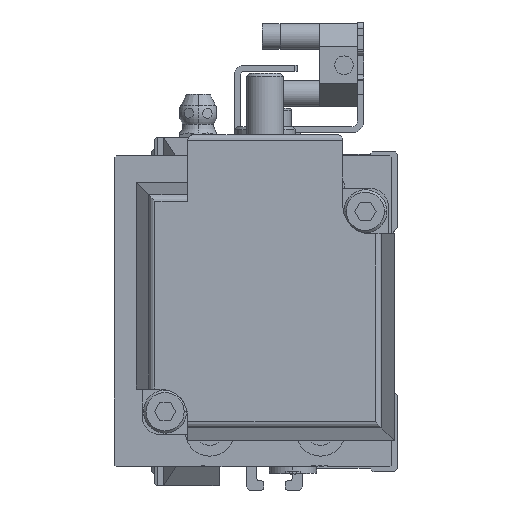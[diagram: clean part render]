
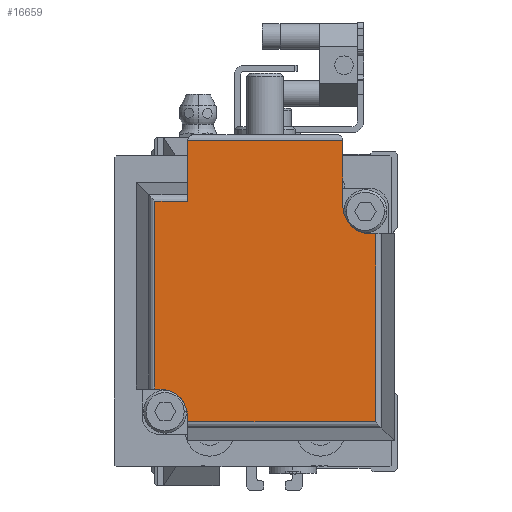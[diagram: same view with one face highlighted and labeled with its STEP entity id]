
A CAD part, left-side view. The second image highlights one B-rep face of the part: STEP entity #16659.
In plain terms, the highlighted face is planar.
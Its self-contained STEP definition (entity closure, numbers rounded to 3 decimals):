
#25 = CARTESIAN_POINT ( 'NONE',  ( 17.1, 82.4, 12.6 ) ) ;
#158 = VECTOR ( 'NONE', #19251, 1000. ) ;
#1076 = DIRECTION ( 'NONE',  ( 0., -1., 0. ) ) ;
#1313 = DIRECTION ( 'NONE',  ( 0., 0., -1. ) ) ;
#1821 = CARTESIAN_POINT ( 'NONE',  ( -12.6, 82.4, -17.1 ) ) ;
#2399 = VERTEX_POINT ( 'NONE', #2883 ) ;
#2883 = CARTESIAN_POINT ( 'NONE',  ( -17.929, 82.4, -12.6 ) ) ;
#3958 = VERTEX_POINT ( 'NONE', #12432 ) ;
#5748 = ORIENTED_EDGE ( 'NONE', *, *, #38567, .T. ) ;
#5755 = EDGE_CURVE ( 'NONE', #41392, #36655, #37060, .T. ) ;
#7369 = EDGE_CURVE ( 'NONE', #3958, #2399, #39988, .T. ) ;
#8358 = EDGE_CURVE ( 'NONE', #13473, #45552, #44750, .T. ) ;
#8666 = VECTOR ( 'NONE', #37245, 1000. ) ;
#8792 = LINE ( 'NONE', #18849, #8666 ) ;
#8943 = ORIENTED_EDGE ( 'NONE', *, *, #36712, .F. ) ;
#11377 = VERTEX_POINT ( 'NONE', #30804 ) ;
#11580 = FACE_OUTER_BOUND ( 'NONE', #32041, .T. ) ;
#12243 = LINE ( 'NONE', #12477, #158 ) ;
#12381 = ORIENTED_EDGE ( 'NONE', *, *, #5755, .T. ) ;
#12432 = CARTESIAN_POINT ( 'NONE',  ( -17.929, 82.4, 17.929 ) ) ;
#12477 = CARTESIAN_POINT ( 'NONE',  ( 17.929, 82.4, 12.6 ) ) ;
#12773 = ORIENTED_EDGE ( 'NONE', *, *, #27789, .F. ) ;
#13451 = VECTOR ( 'NONE', #42973, 1000. ) ;
#13466 = LINE ( 'NONE', #30515, #44865 ) ;
#13473 = VERTEX_POINT ( 'NONE', #35479 ) ;
#13987 = ORIENTED_EDGE ( 'NONE', *, *, #35878, .T. ) ;
#15004 = CARTESIAN_POINT ( 'NONE',  ( 25., 82.4, -17.929 ) ) ;
#15168 = VERTEX_POINT ( 'NONE', #1821 ) ;
#15217 = VERTEX_POINT ( 'NONE', #33562 ) ;
#15284 = DIRECTION ( 'NONE',  ( 0., 0., -1. ) ) ;
#15631 = ORIENTED_EDGE ( 'NONE', *, *, #42228, .T. ) ;
#15828 = EDGE_CURVE ( 'NONE', #11377, #18587, #35788, .T. ) ;
#16468 = AXIS2_PLACEMENT_3D ( 'NONE', #32889, #32201, #36388 ) ;
#16659 = ADVANCED_FACE ( 'NONE', ( #11580 ), #36533, .F. ) ;
#17348 = AXIS2_PLACEMENT_3D ( 'NONE', #33036, #1076, #1313 ) ;
#17377 = DIRECTION ( 'NONE',  ( 0., 0., -1. ) ) ;
#17503 = LINE ( 'NONE', #42668, #26012 ) ;
#18587 = VERTEX_POINT ( 'NONE', #31435 ) ;
#18849 = CARTESIAN_POINT ( 'NONE',  ( 25., 82.4, 17.929 ) ) ;
#19251 = DIRECTION ( 'NONE',  ( 1., 0., 0. ) ) ;
#19345 = CARTESIAN_POINT ( 'NONE',  ( 17.929, 82.4, 25. ) ) ;
#19813 = CARTESIAN_POINT ( 'NONE',  ( 27.7, 82.4, 12.6 ) ) ;
#20012 = DIRECTION ( 'NONE',  ( -1., 0., 0. ) ) ;
#20777 = DIRECTION ( 'NONE',  ( -1., 0., 0. ) ) ;
#20861 = ORIENTED_EDGE ( 'NONE', *, *, #15828, .T. ) ;
#20864 = CARTESIAN_POINT ( 'NONE',  ( 12.6, 82.4, 25. ) ) ;
#21918 = VERTEX_POINT ( 'NONE', #25 ) ;
#23009 = ORIENTED_EDGE ( 'NONE', *, *, #7369, .F. ) ;
#24902 = CARTESIAN_POINT ( 'NONE',  ( -17.1, 82.4, -12.6 ) ) ;
#26012 = VECTOR ( 'NONE', #20777, 1000. ) ;
#27634 = VERTEX_POINT ( 'NONE', #24902 ) ;
#27789 = EDGE_CURVE ( 'NONE', #11377, #3958, #8792, .T. ) ;
#28242 = VECTOR ( 'NONE', #28827, 1000. ) ;
#28466 = ORIENTED_EDGE ( 'NONE', *, *, #42316, .F. ) ;
#28587 = CARTESIAN_POINT ( 'NONE',  ( -17.929, 82.4, 25. ) ) ;
#28588 = DIRECTION ( 'NONE',  ( 0., 1., 0. ) ) ;
#28827 = DIRECTION ( 'NONE',  ( 0., 0., 1. ) ) ;
#30515 = CARTESIAN_POINT ( 'NONE',  ( 27.7, 82.4, -12.6 ) ) ;
#30804 = CARTESIAN_POINT ( 'NONE',  ( 12.6, 82.4, 17.929 ) ) ;
#30931 = ORIENTED_EDGE ( 'NONE', *, *, #43899, .T. ) ;
#31435 = CARTESIAN_POINT ( 'NONE',  ( 12.6, 82.4, 17.1 ) ) ;
#31444 = LINE ( 'NONE', #34731, #28242 ) ;
#31812 = ORIENTED_EDGE ( 'NONE', *, *, #45078, .T. ) ;
#32025 = VECTOR ( 'NONE', #34050, 1000. ) ;
#32041 = EDGE_LOOP ( 'NONE', ( #8943, #31812, #46128, #5748, #12381, #30931, #13987, #28466, #15631, #23009, #12773, #20861 ) ) ;
#32079 = DIRECTION ( 'NONE',  ( 0., 0., -1. ) ) ;
#32201 = DIRECTION ( 'NONE',  ( 0., 1., 0. ) ) ;
#32733 = AXIS2_PLACEMENT_3D ( 'NONE', #39517, #28588, #32079 ) ;
#32889 = CARTESIAN_POINT ( 'NONE',  ( 17.1, 82.4, 17.1 ) ) ;
#33036 = CARTESIAN_POINT ( 'NONE',  ( 17.929, 82.4, 25. ) ) ;
#33562 = CARTESIAN_POINT ( 'NONE',  ( -12.6, 82.4, -17.929 ) ) ;
#33712 = VECTOR ( 'NONE', #41232, 1000. ) ;
#34050 = DIRECTION ( 'NONE',  ( 0., 0., -1. ) ) ;
#34731 = CARTESIAN_POINT ( 'NONE',  ( -12.6, 82.4, 25. ) ) ;
#35479 = CARTESIAN_POINT ( 'NONE',  ( 27.7, 82.4, 12.6 ) ) ;
#35788 = LINE ( 'NONE', #20864, #38142 ) ;
#35878 = EDGE_CURVE ( 'NONE', #15217, #15168, #31444, .T. ) ;
#36388 = DIRECTION ( 'NONE',  ( 0., 0., -1. ) ) ;
#36533 = PLANE ( 'NONE',  #17348 ) ;
#36655 = VERTEX_POINT ( 'NONE', #42441 ) ;
#36712 = EDGE_CURVE ( 'NONE', #21918, #18587, #40285, .T. ) ;
#37060 = LINE ( 'NONE', #19345, #33712 ) ;
#37245 = DIRECTION ( 'NONE',  ( -1., 0., 0. ) ) ;
#38142 = VECTOR ( 'NONE', #17377, 1000. ) ;
#38421 = CARTESIAN_POINT ( 'NONE',  ( 17.929, 82.4, -12.6 ) ) ;
#38567 = EDGE_CURVE ( 'NONE', #45552, #41392, #13466, .T. ) ;
#39231 = LINE ( 'NONE', #15004, #13451 ) ;
#39517 = CARTESIAN_POINT ( 'NONE',  ( -17.1, 82.4, -17.1 ) ) ;
#39988 = LINE ( 'NONE', #28587, #41712 ) ;
#40285 = CIRCLE ( 'NONE', #16468, 4.5 ) ;
#41232 = DIRECTION ( 'NONE',  ( 0., 0., -1. ) ) ;
#41392 = VERTEX_POINT ( 'NONE', #38421 ) ;
#41712 = VECTOR ( 'NONE', #15284, 1000. ) ;
#41719 = CARTESIAN_POINT ( 'NONE',  ( 27.7, 82.4, -12.6 ) ) ;
#42228 = EDGE_CURVE ( 'NONE', #27634, #2399, #17503, .T. ) ;
#42316 = EDGE_CURVE ( 'NONE', #27634, #15168, #43882, .T. ) ;
#42441 = CARTESIAN_POINT ( 'NONE',  ( 17.929, 82.4, -17.929 ) ) ;
#42668 = CARTESIAN_POINT ( 'NONE',  ( 17.929, 82.4, -12.6 ) ) ;
#42973 = DIRECTION ( 'NONE',  ( -1., 0., 0. ) ) ;
#43882 = CIRCLE ( 'NONE', #32733, 4.5 ) ;
#43899 = EDGE_CURVE ( 'NONE', #36655, #15217, #39231, .T. ) ;
#44750 = LINE ( 'NONE', #19813, #32025 ) ;
#44865 = VECTOR ( 'NONE', #20012, 1000. ) ;
#45078 = EDGE_CURVE ( 'NONE', #21918, #13473, #12243, .T. ) ;
#45552 = VERTEX_POINT ( 'NONE', #41719 ) ;
#46128 = ORIENTED_EDGE ( 'NONE', *, *, #8358, .T. ) ;
